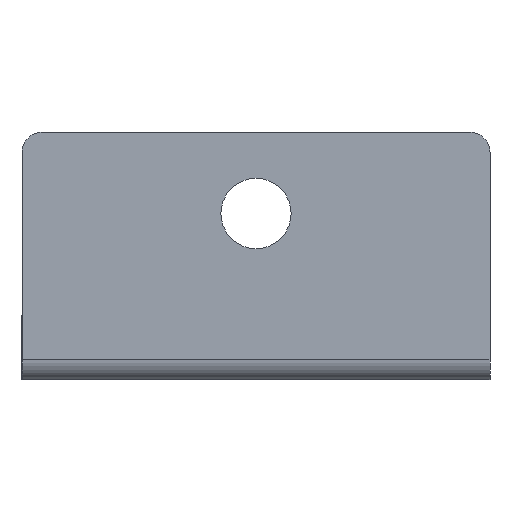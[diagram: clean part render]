
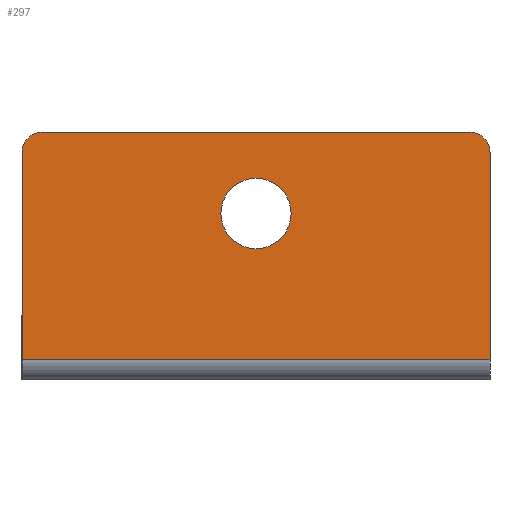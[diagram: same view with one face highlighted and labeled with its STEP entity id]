
A CAD part, front view. The second image highlights one B-rep face of the part: STEP entity #297.
In plain terms, the highlighted planar face has unit normal (0, -1, 0).
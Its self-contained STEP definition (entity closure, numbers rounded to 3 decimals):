
#7 = DIRECTION ( 'NONE',  ( 0., 0., 1. ) ) ;
#8 = DIRECTION ( 'NONE',  ( 0., -1., 0. ) ) ;
#16 = ORIENTED_EDGE ( 'NONE', *, *, #426, .T. ) ;
#35 = ORIENTED_EDGE ( 'NONE', *, *, #623, .T. ) ;
#36 = DIRECTION ( 'NONE',  ( 1., 0., 0. ) ) ;
#38 = EDGE_CURVE ( 'NONE', #313, #540, #197, .T. ) ;
#39 = VECTOR ( 'NONE', #147, 1000. ) ;
#47 = CARTESIAN_POINT ( 'NONE',  ( 1., -56.235, 11.175 ) ) ;
#52 = VERTEX_POINT ( 'NONE', #365 ) ;
#55 = CARTESIAN_POINT ( 'NONE',  ( 23., -56.235, 1. ) ) ;
#85 = CIRCLE ( 'NONE', #510, 1. ) ;
#112 = CARTESIAN_POINT ( 'NONE',  ( 23., -56.235, 3.175 ) ) ;
#115 = EDGE_CURVE ( 'NONE', #174, #415, #258, .T. ) ;
#116 = DIRECTION ( 'NONE',  ( 0., 0., 1. ) ) ;
#120 = VECTOR ( 'NONE', #491, 1000. ) ;
#123 = CARTESIAN_POINT ( 'NONE',  ( 1., -56.235, 12.175 ) ) ;
#147 = DIRECTION ( 'NONE',  ( 0., 0., -1. ) ) ;
#174 = VERTEX_POINT ( 'NONE', #413 ) ;
#176 = PLANE ( 'NONE',  #680 ) ;
#184 = EDGE_CURVE ( 'NONE', #52, #341, #308, .T. ) ;
#188 = CARTESIAN_POINT ( 'NONE',  ( 11.5, -56.235, 8.175 ) ) ;
#194 = VERTEX_POINT ( 'NONE', #363 ) ;
#197 = CIRCLE ( 'NONE', #592, 1.727 ) ;
#208 = DIRECTION ( 'NONE',  ( 0., -1., 0. ) ) ;
#215 = LINE ( 'NONE', #427, #120 ) ;
#216 = CARTESIAN_POINT ( 'NONE',  ( 22., -56.235, 11.175 ) ) ;
#225 = AXIS2_PLACEMENT_3D ( 'NONE', #538, #439, #7 ) ;
#229 = CARTESIAN_POINT ( 'NONE',  ( 0., -56.235, 3.175 ) ) ;
#241 = LINE ( 'NONE', #554, #425 ) ;
#258 = LINE ( 'NONE', #112, #39 ) ;
#268 = CARTESIAN_POINT ( 'NONE',  ( 11.5, -56.235, 6.448 ) ) ;
#282 = EDGE_CURVE ( 'NONE', #540, #313, #624, .T. ) ;
#283 = CARTESIAN_POINT ( 'NONE',  ( 0., -56.235, 11.175 ) ) ;
#285 = EDGE_LOOP ( 'NONE', ( #636, #16, #502, #35, #401, #529 ) ) ;
#290 = EDGE_CURVE ( 'NONE', #350, #194, #215, .T. ) ;
#297 = ADVANCED_FACE ( 'NONE', ( #589, #545 ), #176, .F. ) ;
#308 = LINE ( 'NONE', #358, #319 ) ;
#313 = VERTEX_POINT ( 'NONE', #268 ) ;
#319 = VECTOR ( 'NONE', #469, 1000. ) ;
#341 = VERTEX_POINT ( 'NONE', #123 ) ;
#350 = VERTEX_POINT ( 'NONE', #283 ) ;
#358 = CARTESIAN_POINT ( 'NONE',  ( 0., -56.235, 12.175 ) ) ;
#360 = EDGE_LOOP ( 'NONE', ( #487, #498 ) ) ;
#363 = CARTESIAN_POINT ( 'NONE',  ( 0., -56.235, 1. ) ) ;
#365 = CARTESIAN_POINT ( 'NONE',  ( 22., -56.235, 12.175 ) ) ;
#379 = DIRECTION ( 'NONE',  ( 0., 0., 1. ) ) ;
#399 = DIRECTION ( 'NONE',  ( 0., 1., 0. ) ) ;
#401 = ORIENTED_EDGE ( 'NONE', *, *, #115, .F. ) ;
#413 = CARTESIAN_POINT ( 'NONE',  ( 23., -56.235, 11.175 ) ) ;
#415 = VERTEX_POINT ( 'NONE', #55 ) ;
#425 = VECTOR ( 'NONE', #36, 1000. ) ;
#426 = EDGE_CURVE ( 'NONE', #341, #350, #492, .T. ) ;
#427 = CARTESIAN_POINT ( 'NONE',  ( 0., -56.235, 3.175 ) ) ;
#439 = DIRECTION ( 'NONE',  ( 0., 1., 0. ) ) ;
#469 = DIRECTION ( 'NONE',  ( -1., 0., 0. ) ) ;
#487 = ORIENTED_EDGE ( 'NONE', *, *, #282, .T. ) ;
#491 = DIRECTION ( 'NONE',  ( 0., 0., -1. ) ) ;
#492 = CIRCLE ( 'NONE', #537, 1. ) ;
#493 = CARTESIAN_POINT ( 'NONE',  ( 11.5, -56.235, 9.902 ) ) ;
#498 = ORIENTED_EDGE ( 'NONE', *, *, #38, .T. ) ;
#502 = ORIENTED_EDGE ( 'NONE', *, *, #290, .T. ) ;
#510 = AXIS2_PLACEMENT_3D ( 'NONE', #216, #8, #379 ) ;
#528 = DIRECTION ( 'NONE',  ( 0., 0., 1. ) ) ;
#529 = ORIENTED_EDGE ( 'NONE', *, *, #565, .T. ) ;
#537 = AXIS2_PLACEMENT_3D ( 'NONE', #47, #208, #528 ) ;
#538 = CARTESIAN_POINT ( 'NONE',  ( 11.5, -56.235, 8.175 ) ) ;
#540 = VERTEX_POINT ( 'NONE', #493 ) ;
#541 = DIRECTION ( 'NONE',  ( 0., 1., 0. ) ) ;
#545 = FACE_OUTER_BOUND ( 'NONE', #285, .T. ) ;
#554 = CARTESIAN_POINT ( 'NONE',  ( 0., -56.235, 1. ) ) ;
#565 = EDGE_CURVE ( 'NONE', #174, #52, #85, .T. ) ;
#589 = FACE_BOUND ( 'NONE', #360, .T. ) ;
#592 = AXIS2_PLACEMENT_3D ( 'NONE', #188, #399, #616 ) ;
#616 = DIRECTION ( 'NONE',  ( 0., 0., 1. ) ) ;
#623 = EDGE_CURVE ( 'NONE', #194, #415, #241, .T. ) ;
#624 = CIRCLE ( 'NONE', #225, 1.727 ) ;
#636 = ORIENTED_EDGE ( 'NONE', *, *, #184, .T. ) ;
#680 = AXIS2_PLACEMENT_3D ( 'NONE', #229, #541, #116 ) ;
